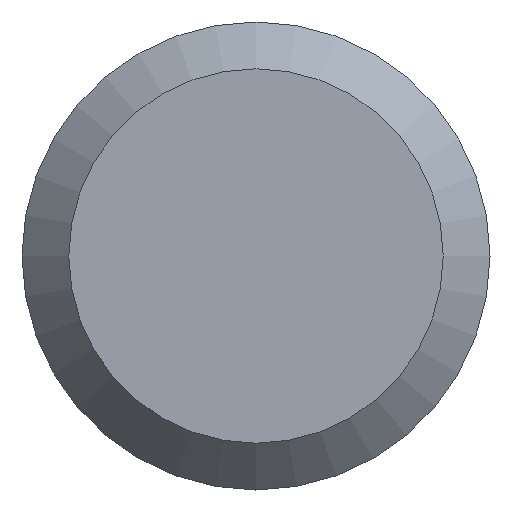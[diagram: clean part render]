
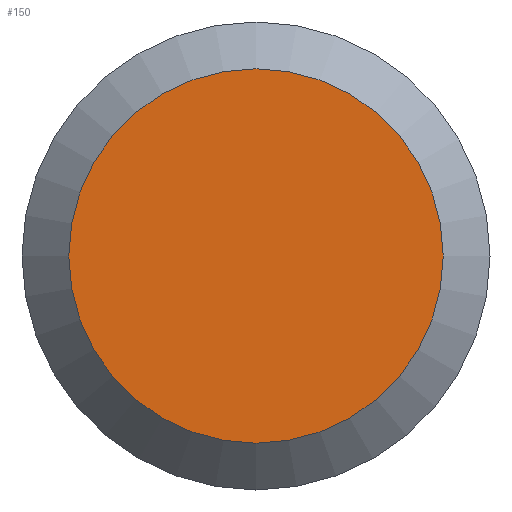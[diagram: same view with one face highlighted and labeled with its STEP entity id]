
A CAD part, left-side view. The second image highlights one B-rep face of the part: STEP entity #150.
In plain terms, the highlighted planar face has unit normal (-1, 0, 0).
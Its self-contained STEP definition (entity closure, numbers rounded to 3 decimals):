
#6 = EDGE_LOOP ( 'NONE', ( #191 ) ) ;
#37 = AXIS2_PLACEMENT_3D ( 'NONE', #202, #196, #193 ) ;
#45 = FACE_OUTER_BOUND ( 'NONE', #6, .T. ) ;
#61 = CIRCLE ( 'NONE', #37, 0.72 ) ;
#74 = PLANE ( 'NONE',  #190 ) ;
#89 = DIRECTION ( 'NONE',  ( 0., 0., -1. ) ) ;
#94 = EDGE_CURVE ( 'NONE', #120, #120, #61, .T. ) ;
#120 = VERTEX_POINT ( 'NONE', #123 ) ;
#123 = CARTESIAN_POINT ( 'NONE',  ( 0., 0., -0.72 ) ) ;
#150 = ADVANCED_FACE ( 'NONE', ( #45 ), #74, .F. ) ;
#174 = CARTESIAN_POINT ( 'NONE',  ( 0., 0.9, 0. ) ) ;
#190 = AXIS2_PLACEMENT_3D ( 'NONE', #174, #199, #89 ) ;
#191 = ORIENTED_EDGE ( 'NONE', *, *, #94, .T. ) ;
#193 = DIRECTION ( 'NONE',  ( 0., 0., -1. ) ) ;
#196 = DIRECTION ( 'NONE',  ( -1., 0., 0. ) ) ;
#199 = DIRECTION ( 'NONE',  ( 1., 0., 0. ) ) ;
#202 = CARTESIAN_POINT ( 'NONE',  ( 0., 0., 0. ) ) ;
